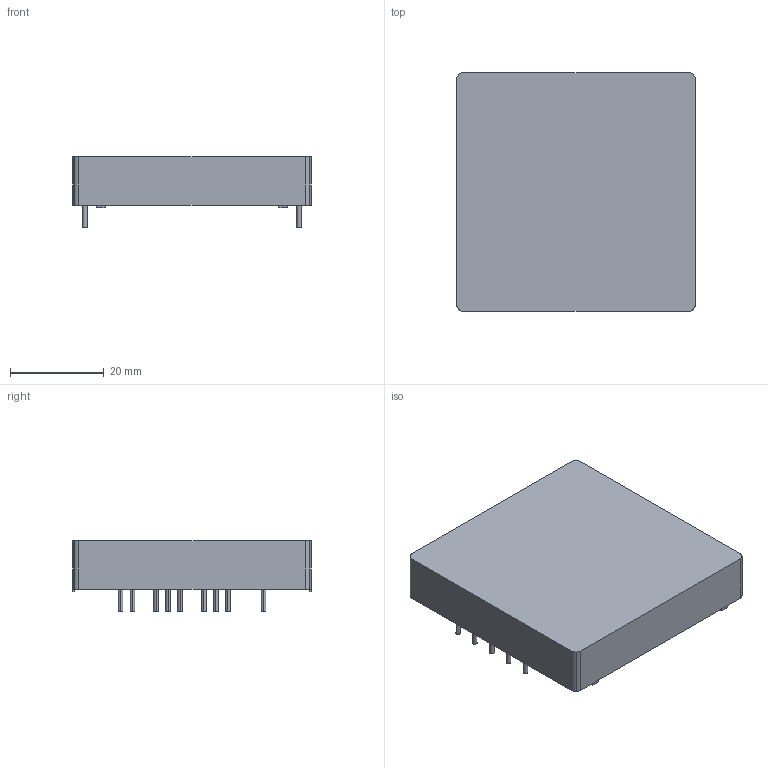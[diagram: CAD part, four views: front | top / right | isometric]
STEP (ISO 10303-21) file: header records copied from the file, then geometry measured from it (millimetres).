
FILE_DESCRIPTION((''),'2;1');
FILE_NAME('DCDC_TYCO_LW016.stp','2009-04-28T12:22:55',(''),(''),'Mechanical Desktop 2006','Mechanical Desktop 2006',', , ');
FILE_SCHEMA(('AUTOMOTIVE_DESIGN { 1 2 10303 214 0 1 1 1 }'));
Length unit declared in the file: millimetre
Products named in the file (1): Product
Bounding box: 50.8 x 50.8 x 14.99 mm (x, y, z)
Volume: 26574.7 mm3; surface area: 7386.1 mm2
Topology: 14 solids, 14 shells, 74 faces, 138 edges, 92 vertices
Faces by surface type: plane 48, cylinder 26
Entity records: 1893 total; most frequent: DIRECTION 340, CARTESIAN_POINT 305, ORIENTED_EDGE 276, EDGE_CURVE 138, AXIS2_PLACEMENT_3D 127, VERTEX_POINT 92, VECTOR 86, LINE 86
